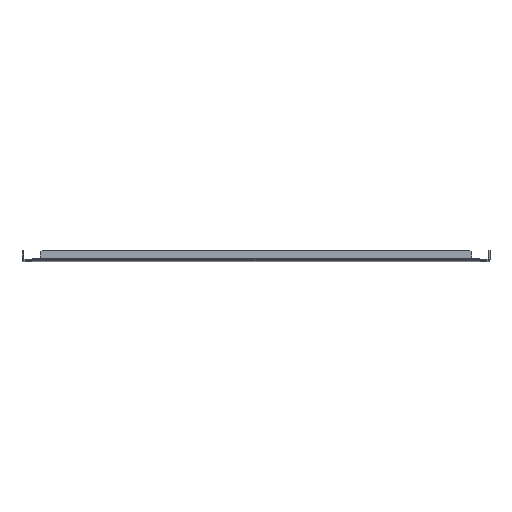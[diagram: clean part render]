
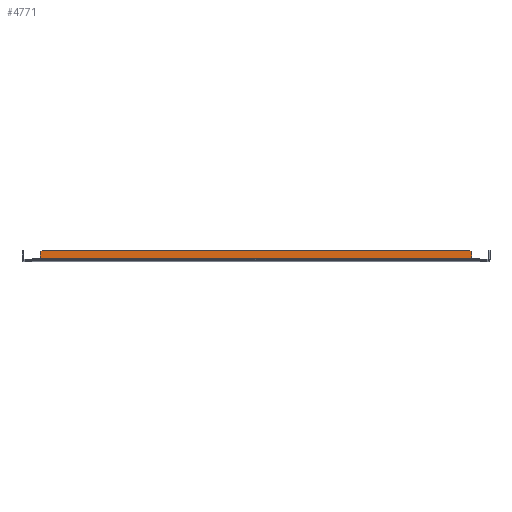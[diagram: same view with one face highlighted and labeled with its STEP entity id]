
A CAD part, top view. The second image highlights one B-rep face of the part: STEP entity #4771.
In plain terms, the highlighted planar face has unit normal (0, 0, 1).
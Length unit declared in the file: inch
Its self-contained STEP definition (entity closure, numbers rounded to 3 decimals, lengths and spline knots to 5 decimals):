
#33 = AXIS2_PLACEMENT_3D ( 'NONE', #4841, #1135, #3599 ) ;
#96 = DIRECTION ( 'NONE',  ( 0., 1., 0. ) ) ;
#233 = ORIENTED_EDGE ( 'NONE', *, *, #423, .F. ) ;
#259 = VERTEX_POINT ( 'NONE', #2292 ) ;
#423 = EDGE_CURVE ( 'NONE', #1811, #664, #5814, .T. ) ;
#519 = DIRECTION ( 'NONE',  ( 1., 0., 0. ) ) ;
#610 = LINE ( 'NONE', #1023, #5678 ) ;
#664 = VERTEX_POINT ( 'NONE', #7311 ) ;
#743 = EDGE_CURVE ( 'NONE', #4804, #1811, #7248, .T. ) ;
#1023 = CARTESIAN_POINT ( 'NONE',  ( 15.615, 0.75, 29.085 ) ) ;
#1135 = DIRECTION ( 'NONE',  ( 0., 0., -1. ) ) ;
#1220 = VERTEX_POINT ( 'NONE', #3541 ) ;
#1270 = VECTOR ( 'NONE', #5957, 39.37008 ) ;
#1301 = CARTESIAN_POINT ( 'NONE',  ( -15.74, 0.625, 29.085 ) ) ;
#1337 = CARTESIAN_POINT ( 'NONE',  ( -15.74, 0.625, 29.085 ) ) ;
#1370 = CIRCLE ( 'NONE', #2666, 0.063 ) ;
#1483 = ORIENTED_EDGE ( 'NONE', *, *, #5684, .F. ) ;
#1560 = VECTOR ( 'NONE', #1807, 39.37008 ) ;
#1581 = ORIENTED_EDGE ( 'NONE', *, *, #6552, .F. ) ;
#1590 = VERTEX_POINT ( 'NONE', #2787 ) ;
#1807 = DIRECTION ( 'NONE',  ( -1., 0., 0. ) ) ;
#1811 = VERTEX_POINT ( 'NONE', #1337 ) ;
#1815 = PLANE ( 'NONE',  #4515 ) ;
#2205 = DIRECTION ( 'NONE',  ( 0., 0., -1. ) ) ;
#2292 = CARTESIAN_POINT ( 'NONE',  ( 15.74656, 0.143, 29.085 ) ) ;
#2332 = FACE_OUTER_BOUND ( 'NONE', #7314, .T. ) ;
#2666 = AXIS2_PLACEMENT_3D ( 'NONE', #7050, #2205, #3488 ) ;
#2787 = CARTESIAN_POINT ( 'NONE',  ( 15.615, 0.75, 29.085 ) ) ;
#2841 = ORIENTED_EDGE ( 'NONE', *, *, #4756, .T. ) ;
#3060 = EDGE_CURVE ( 'NONE', #1590, #3177, #610, .T. ) ;
#3177 = VERTEX_POINT ( 'NONE', #5036 ) ;
#3438 = VECTOR ( 'NONE', #6075, 39.37008 ) ;
#3464 = LINE ( 'NONE', #5453, #1270 ) ;
#3473 = ORIENTED_EDGE ( 'NONE', *, *, #3060, .F. ) ;
#3488 = DIRECTION ( 'NONE',  ( 0., 1., 0. ) ) ;
#3541 = CARTESIAN_POINT ( 'NONE',  ( -15.74656, 0.143, 29.085 ) ) ;
#3599 = DIRECTION ( 'NONE',  ( 0., 1., 0. ) ) ;
#3968 = ORIENTED_EDGE ( 'NONE', *, *, #6408, .T. ) ;
#4009 = VECTOR ( 'NONE', #96, 39.37008 ) ;
#4215 = EDGE_CURVE ( 'NONE', #259, #1220, #5171, .T. ) ;
#4268 = CARTESIAN_POINT ( 'NONE',  ( -17.664, 0.75, 29.085 ) ) ;
#4515 = AXIS2_PLACEMENT_3D ( 'NONE', #4268, #5513, #6153 ) ;
#4729 = VERTEX_POINT ( 'NONE', #5487 ) ;
#4756 = EDGE_CURVE ( 'NONE', #259, #4729, #5470, .T. ) ;
#4771 = ADVANCED_FACE ( 'NONE', ( #2332 ), #1815, .F. ) ;
#4804 = VERTEX_POINT ( 'NONE', #6127 ) ;
#4841 = CARTESIAN_POINT ( 'NONE',  ( 15.803, 0.171, 29.085 ) ) ;
#5002 = ORIENTED_EDGE ( 'NONE', *, *, #743, .F. ) ;
#5036 = CARTESIAN_POINT ( 'NONE',  ( 15.74, 0.625, 29.085 ) ) ;
#5171 = LINE ( 'NONE', #6097, #1560 ) ;
#5312 = DIRECTION ( 'NONE',  ( 0.707, -0.707, 0. ) ) ;
#5453 = CARTESIAN_POINT ( 'NONE',  ( 15.74, 0.75, 29.085 ) ) ;
#5470 = CIRCLE ( 'NONE', #33, 0.063 ) ;
#5487 = CARTESIAN_POINT ( 'NONE',  ( 15.74, 0.171, 29.085 ) ) ;
#5513 = DIRECTION ( 'NONE',  ( 0., 0., -1. ) ) ;
#5678 = VECTOR ( 'NONE', #5312, 39.37008 ) ;
#5684 = EDGE_CURVE ( 'NONE', #664, #1590, #6992, .T. ) ;
#5754 = VECTOR ( 'NONE', #519, 39.37008 ) ;
#5814 = LINE ( 'NONE', #1301, #3438 ) ;
#5957 = DIRECTION ( 'NONE',  ( 0., -1., 0. ) ) ;
#6075 = DIRECTION ( 'NONE',  ( 0.707, 0.707, 0. ) ) ;
#6097 = CARTESIAN_POINT ( 'NONE',  ( 16.37525, 0.143, 29.085 ) ) ;
#6127 = CARTESIAN_POINT ( 'NONE',  ( -15.74, 0.171, 29.085 ) ) ;
#6153 = DIRECTION ( 'NONE',  ( 0., 1., 0. ) ) ;
#6408 = EDGE_CURVE ( 'NONE', #4804, #1220, #1370, .T. ) ;
#6552 = EDGE_CURVE ( 'NONE', #3177, #4729, #3464, .T. ) ;
#6676 = CARTESIAN_POINT ( 'NONE',  ( -17.664, 0.75, 29.085 ) ) ;
#6992 = LINE ( 'NONE', #6676, #5754 ) ;
#7050 = CARTESIAN_POINT ( 'NONE',  ( -15.803, 0.171, 29.085 ) ) ;
#7248 = LINE ( 'NONE', #7353, #4009 ) ;
#7311 = CARTESIAN_POINT ( 'NONE',  ( -15.615, 0.75, 29.085 ) ) ;
#7314 = EDGE_LOOP ( 'NONE', ( #7765, #2841, #1581, #3473, #1483, #233, #5002, #3968 ) ) ;
#7353 = CARTESIAN_POINT ( 'NONE',  ( -15.74, 0.75, 29.085 ) ) ;
#7765 = ORIENTED_EDGE ( 'NONE', *, *, #4215, .F. ) ;
